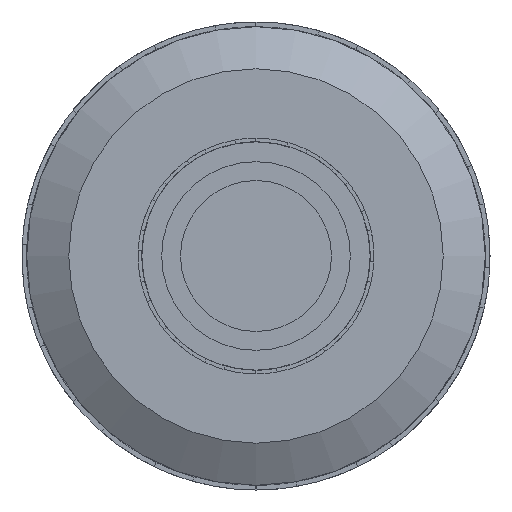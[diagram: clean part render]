
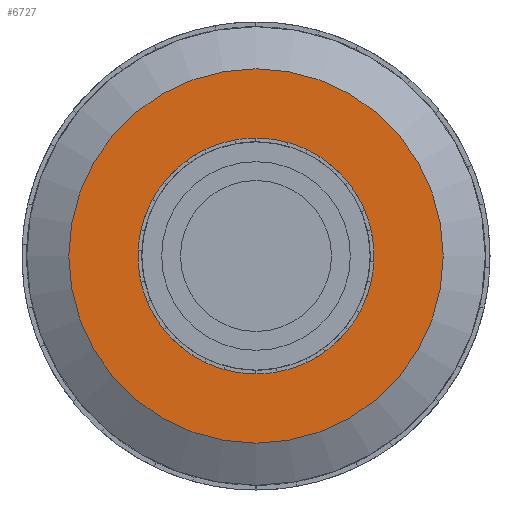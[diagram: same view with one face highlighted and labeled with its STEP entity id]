
A CAD part, left-side view. The second image highlights one B-rep face of the part: STEP entity #6727.
In plain terms, the highlighted planar face has unit normal (-1, 0, 0).
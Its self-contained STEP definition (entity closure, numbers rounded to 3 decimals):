
#2585=CARTESIAN_POINT('',(-46.59,0.,-15.625));
#2586=VERTEX_POINT('',#2585);
#2587=CARTESIAN_POINT('',(-46.59,0.0,0.0));
#2588=DIRECTION('',(-1.0,0.0,0.0));
#2589=DIRECTION('',(0.0,0.0,1.0));
#2590=AXIS2_PLACEMENT_3D('',#2587,#2588,#2589);
#2591=CIRCLE('',#2590,15.625);
#2592=EDGE_CURVE('',#2586,#2586,#2591,.T.);
#2613=CARTESIAN_POINT('',(-46.59,0.,-24.8));
#2614=VERTEX_POINT('',#2613);
#2615=CARTESIAN_POINT('',(-46.59,0.0,0.0));
#2616=DIRECTION('',(-1.0,0.0,0.0));
#2617=DIRECTION('',(0.0,0.0,1.0));
#2618=AXIS2_PLACEMENT_3D('',#2615,#2616,#2617);
#2619=CIRCLE('',#2618,24.8);
#2620=EDGE_CURVE('',#2614,#2614,#2619,.T.);
#6716=CARTESIAN_POINT('',(-46.59,0.0,20.212));
#6717=DIRECTION('',(-1.0,0.0,0.0));
#6718=DIRECTION('',(0.0,0.0,1.0));
#6719=AXIS2_PLACEMENT_3D('',#6716,#6717,#6718);
#6720=PLANE('',#6719);
#6721=ORIENTED_EDGE('',*,*,#2620,.T.);
#6722=EDGE_LOOP('',(#6721));
#6723=FACE_OUTER_BOUND('',#6722,.T.);
#6724=ORIENTED_EDGE('',*,*,#2592,.F.);
#6725=EDGE_LOOP('',(#6724));
#6726=FACE_BOUND('',#6725,.T.);
#6727=ADVANCED_FACE('',(#6723,#6726),#6720,.T.);
